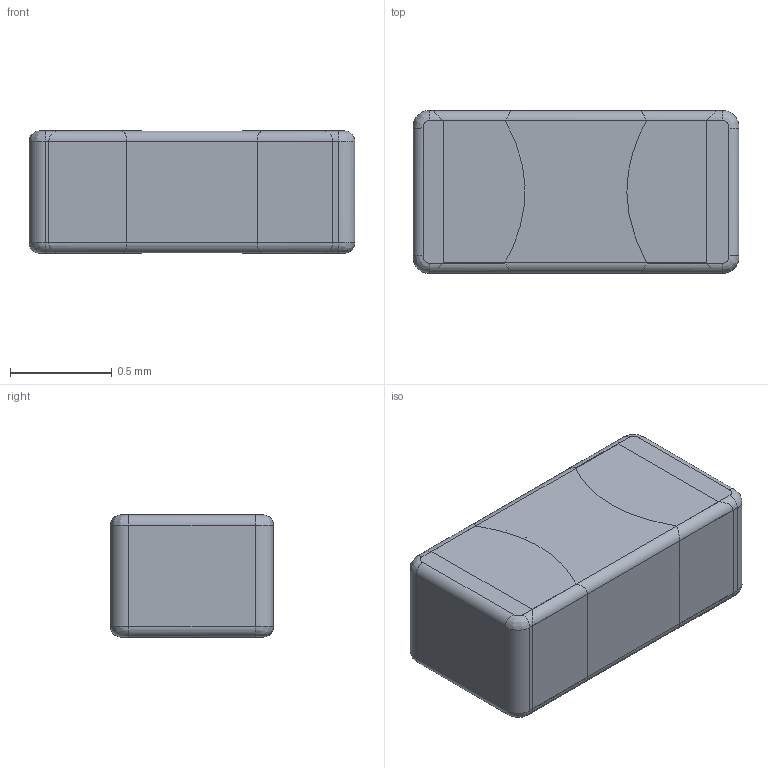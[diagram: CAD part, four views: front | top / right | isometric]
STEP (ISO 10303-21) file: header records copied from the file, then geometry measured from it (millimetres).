
FILE_DESCRIPTION (( 'STEP AP214' ), '1' );
FILE_NAME ('C0603.STEP', '2020-10-30T07:14:40', ( '' ), ( '' ), 'SwSTEP 2.0', 'SolidWorks 2020', '' );
FILE_SCHEMA (( 'AUTOMOTIVE_DESIGN' ));
Length unit declared in the file: millimetre
Products named in the file (1): C0603
Bounding box: 1.6 x 0.8 x 0.6 mm (x, y, z)
Surface area: 9.3 mm2
Topology: 3 solids, 3 shells, 56 faces, 118 edges, 68 vertices
Faces by surface type: cylinder 26, plane 16, bspline 14
Entity records: 1846 total; most frequent: CARTESIAN_POINT 691, ORIENTED_EDGE 236, DIRECTION 160, EDGE_CURVE 118, VERTEX_POINT 68, LINE 58, VECTOR 58, EDGE_LOOP 56
